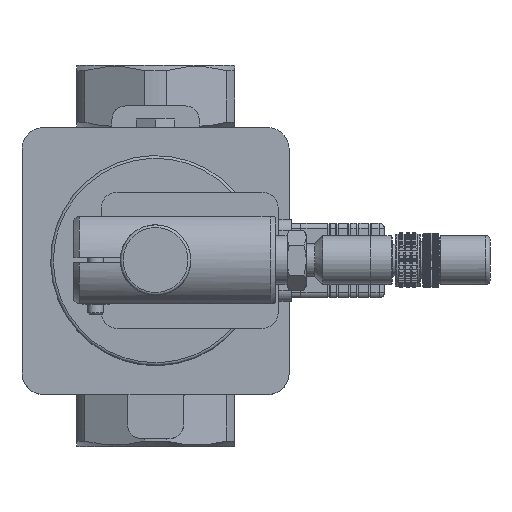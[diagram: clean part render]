
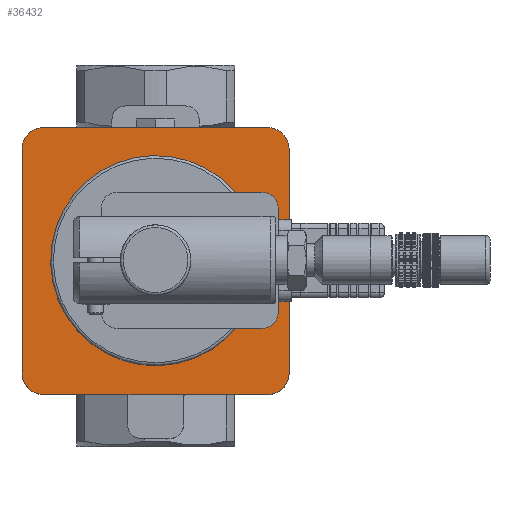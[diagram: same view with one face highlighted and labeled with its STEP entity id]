
A CAD part, top view. The second image highlights one B-rep face of the part: STEP entity #36432.
In plain terms, the highlighted planar face has unit normal (0, 0, 1).
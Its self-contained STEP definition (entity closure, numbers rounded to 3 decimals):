
#857=FACE_BOUND('',#7696,.T.);
#2892=PLANE('',#39805);
#5419=FACE_OUTER_BOUND('',#7695,.T.);
#7695=EDGE_LOOP('',(#33782,#33783,#33784,#33785,#33786,#33787,#33788,#33789));
#7696=EDGE_LOOP('',(#33790));
#9127=CIRCLE('',#39806,8.);
#9128=CIRCLE('',#39807,8.);
#9129=CIRCLE('',#39808,8.);
#9130=CIRCLE('',#39809,8.);
#9131=CIRCLE('',#39810,27.5);
#11707=LINE('',#85799,#14292);
#11708=LINE('',#85803,#14293);
#11709=LINE('',#85807,#14294);
#11710=LINE('',#85810,#14295);
#14292=VECTOR('',#49037,10.);
#14293=VECTOR('',#49040,10.);
#14294=VECTOR('',#49043,10.);
#14295=VECTOR('',#49046,10.);
#17732=VERTEX_POINT('',#85795);
#17733=VERTEX_POINT('',#85796);
#17734=VERTEX_POINT('',#85798);
#17735=VERTEX_POINT('',#85800);
#17736=VERTEX_POINT('',#85802);
#17737=VERTEX_POINT('',#85804);
#17738=VERTEX_POINT('',#85806);
#17739=VERTEX_POINT('',#85808);
#17740=VERTEX_POINT('',#85811);
#23098=EDGE_CURVE('',#17732,#17733,#9127,.T.);
#23099=EDGE_CURVE('',#17732,#17734,#11707,.T.);
#23100=EDGE_CURVE('',#17735,#17734,#9128,.T.);
#23101=EDGE_CURVE('',#17735,#17736,#11708,.T.);
#23102=EDGE_CURVE('',#17737,#17736,#9129,.T.);
#23103=EDGE_CURVE('',#17737,#17738,#11709,.T.);
#23104=EDGE_CURVE('',#17739,#17738,#9130,.T.);
#23105=EDGE_CURVE('',#17739,#17733,#11710,.T.);
#23106=EDGE_CURVE('',#17740,#17740,#9131,.T.);
#33782=ORIENTED_EDGE('',*,*,#23098,.F.);
#33783=ORIENTED_EDGE('',*,*,#23099,.T.);
#33784=ORIENTED_EDGE('',*,*,#23100,.F.);
#33785=ORIENTED_EDGE('',*,*,#23101,.T.);
#33786=ORIENTED_EDGE('',*,*,#23102,.F.);
#33787=ORIENTED_EDGE('',*,*,#23103,.T.);
#33788=ORIENTED_EDGE('',*,*,#23104,.F.);
#33789=ORIENTED_EDGE('',*,*,#23105,.T.);
#33790=ORIENTED_EDGE('',*,*,#23106,.F.);
#36432=ADVANCED_FACE('',(#5419,#857),#2892,.T.);
#39805=AXIS2_PLACEMENT_3D('',#85794,#49033,#49034);
#39806=AXIS2_PLACEMENT_3D('',#85797,#49035,#49036);
#39807=AXIS2_PLACEMENT_3D('',#85801,#49038,#49039);
#39808=AXIS2_PLACEMENT_3D('',#85805,#49041,#49042);
#39809=AXIS2_PLACEMENT_3D('',#85809,#49044,#49045);
#39810=AXIS2_PLACEMENT_3D('',#85812,#49047,#49048);
#49033=DIRECTION('center_axis',(0.,0.,
1.));
#49034=DIRECTION('ref_axis',(-1.,0.,0.));
#49035=DIRECTION('center_axis',(0.,0.,
-1.));
#49036=DIRECTION('ref_axis',(-0.707,0.707,0.));
#49037=DIRECTION('',(0.,-1.,0.));
#49038=DIRECTION('center_axis',(0.,0.,
-1.));
#49039=DIRECTION('ref_axis',(-0.707,-0.707,0.));
#49040=DIRECTION('',(1.,0.,0.));
#49041=DIRECTION('center_axis',(0.,0.,
-1.));
#49042=DIRECTION('ref_axis',(0.707,-0.707,0.));
#49043=DIRECTION('',(0.,1.,0.));
#49044=DIRECTION('center_axis',(0.,0.,
-1.));
#49045=DIRECTION('ref_axis',(0.707,0.707,0.));
#49046=DIRECTION('',(-1.,0.,0.));
#49047=DIRECTION('center_axis',(0.,0.,
1.));
#49048=DIRECTION('ref_axis',(0.,1.,0.));
#85794=CARTESIAN_POINT('Origin',(0.,38.25,74.1));
#85795=CARTESIAN_POINT('',(-49.,41.,74.1));
#85796=CARTESIAN_POINT('',(-41.,49.,74.1));
#85797=CARTESIAN_POINT('Origin',(-41.,41.,74.1));
#85798=CARTESIAN_POINT('',(-49.,-41.,74.1));
#85799=CARTESIAN_POINT('',(-49.,49.,74.1));
#85800=CARTESIAN_POINT('',(-41.,-49.,74.1));
#85801=CARTESIAN_POINT('Origin',(-41.,-41.,74.1));
#85802=CARTESIAN_POINT('',(41.,-49.,74.1));
#85803=CARTESIAN_POINT('',(-49.,-49.,74.1));
#85804=CARTESIAN_POINT('',(49.,-41.,74.1));
#85805=CARTESIAN_POINT('Origin',(41.,-41.,74.1));
#85806=CARTESIAN_POINT('',(49.,41.,74.1));
#85807=CARTESIAN_POINT('',(49.,-49.,74.1));
#85808=CARTESIAN_POINT('',(41.,49.,74.1));
#85809=CARTESIAN_POINT('Origin',(41.,41.,74.1));
#85810=CARTESIAN_POINT('',(49.,49.,74.1));
#85811=CARTESIAN_POINT('',(0.,-27.5,74.1));
#85812=CARTESIAN_POINT('Origin',(0.,0.,
74.1));
